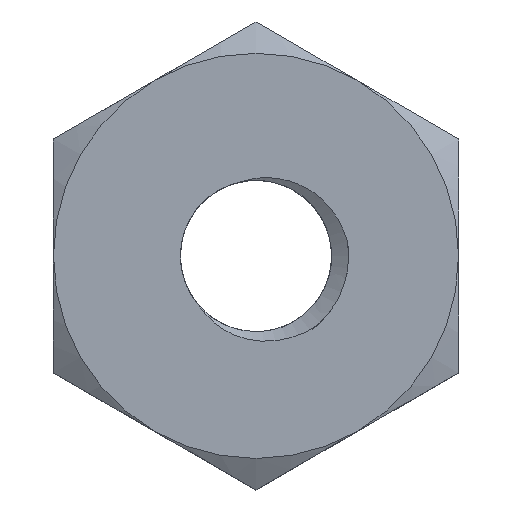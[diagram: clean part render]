
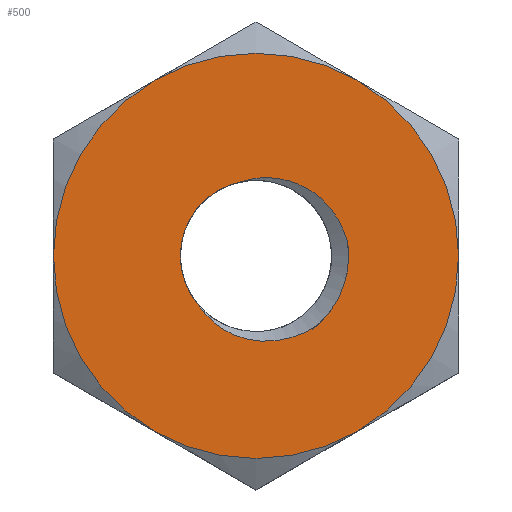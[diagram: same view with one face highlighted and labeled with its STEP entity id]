
A CAD part, top view. The second image highlights one B-rep face of the part: STEP entity #500.
In plain terms, the highlighted planar face has unit normal (0, 0, 1).
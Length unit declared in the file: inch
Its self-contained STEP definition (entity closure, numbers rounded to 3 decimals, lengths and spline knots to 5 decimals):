
#51=FACE_BOUND('',#107,.T.);
#53=PLANE('',#548);
#74=FACE_OUTER_BOUND('',#106,.T.);
#106=EDGE_LOOP('',(#381,#382,#383,#384,#385,#386));
#107=EDGE_LOOP('',(#387,#388,#389,#390,#391));
#130=CIRCLE('',#540,0.0351);
#131=CIRCLE('',#542,0.043);
#133=CIRCLE('',#549,0.094);
#134=CIRCLE('',#550,0.094);
#135=CIRCLE('',#551,0.094);
#136=CIRCLE('',#552,0.094);
#137=CIRCLE('',#553,0.094);
#138=CIRCLE('',#554,0.094);
#139=CIRCLE('',#555,0.0351);
#163=B_SPLINE_CURVE_WITH_KNOTS('',3,(#1071,#1072,#1073,#1074,#1075,#1076,
#1077,#1078,#1079,#1080,#1081,#1082,#1083,#1084,#1085,#1086,#1087,#1088,
#1089,#1090,#1091,#1092,#1093,#1094,#1095,#1096,#1097,#1098),
 .UNSPECIFIED.,.F.,.F.,(4,3,3,3,3,3,3,3,3,4),(0.,0.02754,0.04035,
0.05466,0.07207,0.08989,0.10352,
0.11894,0.14045,0.16118),.UNSPECIFIED.);
#166=B_SPLINE_CURVE_WITH_KNOTS('',3,(#1262,#1263,#1264,#1265,#1266,#1267,
#1268,#1269,#1270,#1271,#1272,#1273,#1274,#1275,#1276,#1277,#1278,#1279,
#1280,#1281,#1282,#1283,#1284,#1285,#1286,#1287,#1288,#1289),
 .UNSPECIFIED.,.F.,.F.,(4,3,3,3,3,3,3,3,3,4),(0.,0.02676,0.04407,
0.0649,0.08156,0.09568,0.11037,
0.126,0.14762,0.16049),.UNSPECIFIED.);
#205=VERTEX_POINT('',#838);
#207=VERTEX_POINT('',#841);
#210=VERTEX_POINT('',#854);
#211=VERTEX_POINT('',#861);
#220=VERTEX_POINT('',#1261);
#221=VERTEX_POINT('',#1335);
#222=VERTEX_POINT('',#1336);
#223=VERTEX_POINT('',#1338);
#224=VERTEX_POINT('',#1340);
#225=VERTEX_POINT('',#1342);
#226=VERTEX_POINT('',#1344);
#256=EDGE_CURVE('',#207,#205,#130,.F.);
#260=EDGE_CURVE('',#211,#210,#131,.T.);
#274=EDGE_CURVE('',#210,#207,#163,.T.);
#277=EDGE_CURVE('',#220,#211,#166,.T.);
#280=EDGE_CURVE('',#221,#222,#133,.T.);
#281=EDGE_CURVE('',#222,#223,#134,.T.);
#282=EDGE_CURVE('',#223,#224,#135,.T.);
#283=EDGE_CURVE('',#224,#225,#136,.T.);
#284=EDGE_CURVE('',#225,#226,#137,.T.);
#285=EDGE_CURVE('',#226,#221,#138,.T.);
#286=EDGE_CURVE('',#205,#220,#139,.F.);
#381=ORIENTED_EDGE('',*,*,#280,.T.);
#382=ORIENTED_EDGE('',*,*,#281,.T.);
#383=ORIENTED_EDGE('',*,*,#282,.T.);
#384=ORIENTED_EDGE('',*,*,#283,.T.);
#385=ORIENTED_EDGE('',*,*,#284,.T.);
#386=ORIENTED_EDGE('',*,*,#285,.T.);
#387=ORIENTED_EDGE('',*,*,#277,.T.);
#388=ORIENTED_EDGE('',*,*,#260,.T.);
#389=ORIENTED_EDGE('',*,*,#274,.T.);
#390=ORIENTED_EDGE('',*,*,#256,.T.);
#391=ORIENTED_EDGE('',*,*,#286,.T.);
#500=ADVANCED_FACE('',(#74,#51),#53,.T.);
#540=AXIS2_PLACEMENT_3D('',#842,#598,#599);
#542=AXIS2_PLACEMENT_3D('',#862,#603,#604);
#548=AXIS2_PLACEMENT_3D('',#1334,#618,#619);
#549=AXIS2_PLACEMENT_3D('',#1337,#620,#621);
#550=AXIS2_PLACEMENT_3D('',#1339,#622,#623);
#551=AXIS2_PLACEMENT_3D('',#1341,#624,#625);
#552=AXIS2_PLACEMENT_3D('',#1343,#626,#627);
#553=AXIS2_PLACEMENT_3D('',#1345,#628,#629);
#554=AXIS2_PLACEMENT_3D('',#1346,#630,#631);
#555=AXIS2_PLACEMENT_3D('',#1347,#632,#633);
#598=DIRECTION('center_axis',(0.,0.,1.));
#599=DIRECTION('ref_axis',(1.,0.,0.));
#603=DIRECTION('center_axis',(0.,0.,-1.));
#604=DIRECTION('ref_axis',(1.,0.,0.));
#618=DIRECTION('center_axis',(0.,0.,1.));
#619=DIRECTION('ref_axis',(1.,0.,0.));
#620=DIRECTION('center_axis',(0.,0.,1.));
#621=DIRECTION('ref_axis',(1.,0.,0.));
#622=DIRECTION('center_axis',(0.,0.,1.));
#623=DIRECTION('ref_axis',(1.,0.,0.));
#624=DIRECTION('center_axis',(0.,0.,1.));
#625=DIRECTION('ref_axis',(1.,0.,0.));
#626=DIRECTION('center_axis',(0.,0.,1.));
#627=DIRECTION('ref_axis',(1.,0.,0.));
#628=DIRECTION('center_axis',(0.,0.,1.));
#629=DIRECTION('ref_axis',(1.,0.,0.));
#630=DIRECTION('center_axis',(0.,0.,1.));
#631=DIRECTION('ref_axis',(1.,0.,0.));
#632=DIRECTION('center_axis',(0.,0.,1.));
#633=DIRECTION('ref_axis',(1.,0.,0.));
#838=CARTESIAN_POINT('',(-0.0351,0.,0.066));
#841=CARTESIAN_POINT('',(-0.02677,-0.0227,0.066));
#842=CARTESIAN_POINT('Origin',(0.,0.,0.066));
#854=CARTESIAN_POINT('',(0.02891,-0.03183,0.066));
#861=CARTESIAN_POINT('',(0.04243,0.0066,0.066));
#862=CARTESIAN_POINT('Origin',(0.,0.,0.066));
#1071=CARTESIAN_POINT('Ctrl Pts',(0.02891,-0.03183,
0.066));
#1072=CARTESIAN_POINT('Ctrl Pts',(0.02598,-0.03394,
0.066));
#1073=CARTESIAN_POINT('Ctrl Pts',(0.02278,-0.03563,
0.066));
#1074=CARTESIAN_POINT('Ctrl Pts',(0.01941,-0.0369,
0.066));
#1075=CARTESIAN_POINT('Ctrl Pts',(0.01784,-0.03749,
0.066));
#1076=CARTESIAN_POINT('Ctrl Pts',(0.01623,-0.03799,
0.066));
#1077=CARTESIAN_POINT('Ctrl Pts',(0.0146,-0.0384,
0.066));
#1078=CARTESIAN_POINT('Ctrl Pts',(0.01278,-0.03885,
0.066));
#1079=CARTESIAN_POINT('Ctrl Pts',(0.01092,-0.03917,
0.066));
#1080=CARTESIAN_POINT('Ctrl Pts',(0.00907,-0.03938,
0.066));
#1081=CARTESIAN_POINT('Ctrl Pts',(0.00681,-0.03962,
0.066));
#1082=CARTESIAN_POINT('Ctrl Pts',(0.00453,-0.03969,
0.066));
#1083=CARTESIAN_POINT('Ctrl Pts',(0.00227,-0.03956,
0.066));
#1084=CARTESIAN_POINT('Ctrl Pts',(-0.00005,-0.03943,
0.066));
#1085=CARTESIAN_POINT('Ctrl Pts',(-0.00236,-0.03909,
0.066));
#1086=CARTESIAN_POINT('Ctrl Pts',(-0.00461,-0.03855,
0.066));
#1087=CARTESIAN_POINT('Ctrl Pts',(-0.00633,-0.03813,
0.066));
#1088=CARTESIAN_POINT('Ctrl Pts',(-0.00801,-0.0376,
0.066));
#1089=CARTESIAN_POINT('Ctrl Pts',(-0.00964,-0.03693,
0.066));
#1090=CARTESIAN_POINT('Ctrl Pts',(-0.0115,-0.03618,
0.066));
#1091=CARTESIAN_POINT('Ctrl Pts',(-0.01329,-0.03527,
0.066));
#1092=CARTESIAN_POINT('Ctrl Pts',(-0.015,-0.03421,
0.066));
#1093=CARTESIAN_POINT('Ctrl Pts',(-0.01739,-0.03273,
0.066));
#1094=CARTESIAN_POINT('Ctrl Pts',(-0.01961,-0.03097,
0.066));
#1095=CARTESIAN_POINT('Ctrl Pts',(-0.02162,-0.02898,
0.066));
#1096=CARTESIAN_POINT('Ctrl Pts',(-0.02355,-0.02707,
0.066));
#1097=CARTESIAN_POINT('Ctrl Pts',(-0.02527,-0.02495,
0.066));
#1098=CARTESIAN_POINT('Ctrl Pts',(-0.02674,-0.02266,
0.066));
#1261=CARTESIAN_POINT('',(-0.00659,0.03448,0.066));
#1262=CARTESIAN_POINT('Ctrl Pts',(-0.00659,0.03448,
0.066));
#1263=CARTESIAN_POINT('Ctrl Pts',(-0.00327,0.03561,
0.066));
#1264=CARTESIAN_POINT('Ctrl Pts',(0.0002,0.03619,
0.066));
#1265=CARTESIAN_POINT('Ctrl Pts',(0.00371,0.03628,
0.066));
#1266=CARTESIAN_POINT('Ctrl Pts',(0.00597,0.03634,
0.066));
#1267=CARTESIAN_POINT('Ctrl Pts',(0.00826,0.03619,
0.066));
#1268=CARTESIAN_POINT('Ctrl Pts',(0.0105,0.03584,
0.066));
#1269=CARTESIAN_POINT('Ctrl Pts',(0.0132,0.03542,
0.066));
#1270=CARTESIAN_POINT('Ctrl Pts',(0.01585,0.03472,
0.066));
#1271=CARTESIAN_POINT('Ctrl Pts',(0.01841,0.03376,
0.066));
#1272=CARTESIAN_POINT('Ctrl Pts',(0.02045,0.03298,
0.066));
#1273=CARTESIAN_POINT('Ctrl Pts',(0.02243,0.03204,
0.066));
#1274=CARTESIAN_POINT('Ctrl Pts',(0.02431,0.03093,
0.066));
#1275=CARTESIAN_POINT('Ctrl Pts',(0.0259,0.03,
0.066));
#1276=CARTESIAN_POINT('Ctrl Pts',(0.02741,0.02895,
0.066));
#1277=CARTESIAN_POINT('Ctrl Pts',(0.02884,0.02779,
0.066));
#1278=CARTESIAN_POINT('Ctrl Pts',(0.03033,0.02659,
0.066));
#1279=CARTESIAN_POINT('Ctrl Pts',(0.03172,0.02526,
0.066));
#1280=CARTESIAN_POINT('Ctrl Pts',(0.03301,0.02384,
0.066));
#1281=CARTESIAN_POINT('Ctrl Pts',(0.03439,0.02232,
0.066));
#1282=CARTESIAN_POINT('Ctrl Pts',(0.03564,0.0207,
0.066));
#1283=CARTESIAN_POINT('Ctrl Pts',(0.03678,0.01898,
0.066));
#1284=CARTESIAN_POINT('Ctrl Pts',(0.03835,0.01661,
0.066));
#1285=CARTESIAN_POINT('Ctrl Pts',(0.03969,0.01407,
0.066));
#1286=CARTESIAN_POINT('Ctrl Pts',(0.04077,0.01143,
0.066));
#1287=CARTESIAN_POINT('Ctrl Pts',(0.04141,0.00985,
0.066));
#1288=CARTESIAN_POINT('Ctrl Pts',(0.04197,0.00824,
0.066));
#1289=CARTESIAN_POINT('Ctrl Pts',(0.04243,0.0066,
0.066));
#1334=CARTESIAN_POINT('Origin',(0.,0.,0.066));
#1335=CARTESIAN_POINT('',(0.047,-0.08141,0.066));
#1336=CARTESIAN_POINT('',(0.094,0.,0.066));
#1337=CARTESIAN_POINT('Origin',(0.,0.,0.066));
#1338=CARTESIAN_POINT('',(0.047,0.08141,0.066));
#1339=CARTESIAN_POINT('Origin',(0.,0.,0.066));
#1340=CARTESIAN_POINT('',(-0.047,0.08141,0.066));
#1341=CARTESIAN_POINT('Origin',(0.,0.,0.066));
#1342=CARTESIAN_POINT('',(-0.094,0.,0.066));
#1343=CARTESIAN_POINT('Origin',(0.,0.,0.066));
#1344=CARTESIAN_POINT('',(-0.047,-0.08141,0.066));
#1345=CARTESIAN_POINT('Origin',(0.,0.,0.066));
#1346=CARTESIAN_POINT('Origin',(0.,0.,0.066));
#1347=CARTESIAN_POINT('Origin',(0.,0.,0.066));
